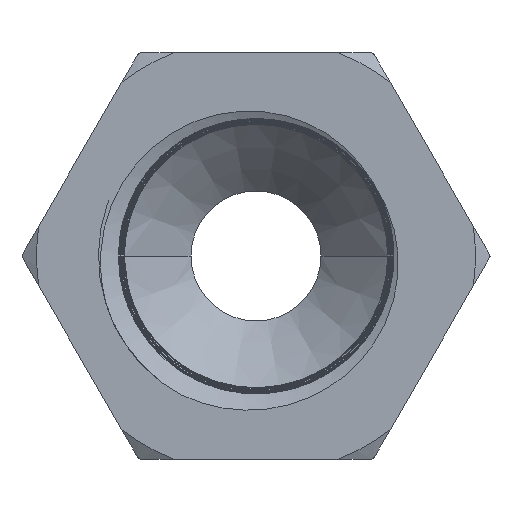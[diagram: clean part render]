
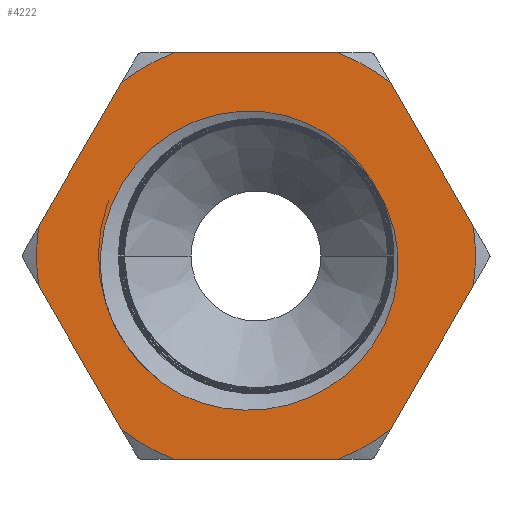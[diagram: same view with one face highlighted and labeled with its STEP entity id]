
A CAD part, left-side view. The second image highlights one B-rep face of the part: STEP entity #4222.
In plain terms, the highlighted planar face has unit normal (-1, 0, 0).
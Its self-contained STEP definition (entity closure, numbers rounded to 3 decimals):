
#121=DIRECTION('',(0.,-0.5,0.866));
#122=VECTOR('',#121,9.056);
#123=CARTESIAN_POINT('',(0.,11.877,1.629));
#124=LINE('',#123,#122);
#125=CARTESIAN_POINT('',(0.,0.,0.));
#126=DIRECTION('',(-1.,0.,0.));
#127=DIRECTION('',(0.,0.378,0.926));
#128=AXIS2_PLACEMENT_3D('',#125,#126,#127);
#130=DIRECTION('',(0.,-1.,0.));
#131=VECTOR('',#130,9.056);
#132=CARTESIAN_POINT('',(0.,4.528,11.1));
#133=LINE('',#132,#131);
#134=CARTESIAN_POINT('',(0.,0.,0.));
#135=DIRECTION('',(-1.,0.,0.));
#136=DIRECTION('',(0.,-0.613,0.79));
#137=AXIS2_PLACEMENT_3D('',#134,#135,#136);
#139=DIRECTION('',(0.,-0.5,-0.866));
#140=VECTOR('',#139,9.056);
#141=CARTESIAN_POINT('',(0.,-7.349,9.471));
#142=LINE('',#141,#140);
#143=DIRECTION('',(0.,0.5,-0.866));
#144=VECTOR('',#143,9.056);
#145=CARTESIAN_POINT('',(0.,-11.877,-1.629));
#146=LINE('',#145,#144);
#147=CARTESIAN_POINT('',(0.,0.,0.));
#148=DIRECTION('',(-1.,0.,0.));
#149=DIRECTION('',(0.,-0.378,-0.926));
#150=AXIS2_PLACEMENT_3D('',#147,#148,#149);
#152=DIRECTION('',(0.,1.,0.));
#153=VECTOR('',#152,9.056);
#154=CARTESIAN_POINT('',(0.,-4.528,-11.1));
#155=LINE('',#154,#153);
#156=CARTESIAN_POINT('',(0.,0.,0.));
#157=DIRECTION('',(-1.,0.,0.));
#158=DIRECTION('',(0.,0.613,-0.79));
#159=AXIS2_PLACEMENT_3D('',#156,#157,#158);
#161=DIRECTION('',(0.,0.5,0.866));
#162=VECTOR('',#161,9.056);
#163=CARTESIAN_POINT('',(0.,7.349,-9.471));
#164=LINE('',#163,#162);
#165=CARTESIAN_POINT('',(0.,-6.516,3.8));
#166=CARTESIAN_POINT('',(0.,-6.724,3.485));
#167=CARTESIAN_POINT('',(0.,-7.088,2.831));
#168=CARTESIAN_POINT('',(0.,-7.487,1.77));
#169=CARTESIAN_POINT('',(0.,-7.724,0.672));
#170=CARTESIAN_POINT('',(0.,-7.8,-0.442));
#171=CARTESIAN_POINT('',(0.,-7.714,-1.579));
#172=CARTESIAN_POINT('',(0.,-7.455,-2.729));
#173=CARTESIAN_POINT('',(0.,-6.995,-3.895));
#174=CARTESIAN_POINT('',(0.,-6.344,-4.99));
#175=CARTESIAN_POINT('',(0.,-5.533,-5.965));
#176=CARTESIAN_POINT('',(0.,-4.575,-6.805));
#177=CARTESIAN_POINT('',(0.,-3.505,-7.484));
#178=CARTESIAN_POINT('',(0.,-2.319,-8.));
#179=CARTESIAN_POINT('',(0.,-1.068,-8.325));
#180=CARTESIAN_POINT('',(0.,0.227,-8.455));
#181=CARTESIAN_POINT('',(0.,1.539,-8.382));
#182=CARTESIAN_POINT('',(0.,2.822,-8.108));
#183=CARTESIAN_POINT('',(0.,3.644,-7.796));
#184=CARTESIAN_POINT('',(0.,4.048,-7.605));
#186=CARTESIAN_POINT('',(0.,0.,0.));
#187=DIRECTION('',(-1.,0.,0.));
#188=DIRECTION('',(0.,-0.864,0.504));
#189=AXIS2_PLACEMENT_3D('',#186,#187,#188);
#191=CARTESIAN_POINT('',(0.,8.22,-2.559));
#192=CARTESIAN_POINT('',(0.,8.331,-2.141));
#193=CARTESIAN_POINT('',(0.,8.487,-1.299));
#194=CARTESIAN_POINT('',(0.,8.531,-0.013));
#195=CARTESIAN_POINT('',(0.,8.379,1.265));
#196=CARTESIAN_POINT('',(0.,8.043,2.485));
#197=CARTESIAN_POINT('',(0.,7.523,3.65));
#198=CARTESIAN_POINT('',(0.,6.841,4.709));
#199=CARTESIAN_POINT('',(0.,6.011,5.649));
#200=CARTESIAN_POINT('',(0.,5.047,6.452));
#201=CARTESIAN_POINT('',(0.,3.991,7.089));
#202=CARTESIAN_POINT('',(0.,2.845,7.561));
#203=CARTESIAN_POINT('',(0.,1.651,7.85));
#204=CARTESIAN_POINT('',(0.,0.425,7.954));
#205=CARTESIAN_POINT('',(0.,-0.797,7.866));
#206=CARTESIAN_POINT('',(0.,-1.954,7.602));
#207=CARTESIAN_POINT('',(0.,-3.04,7.176));
#208=CARTESIAN_POINT('',(0.,-4.033,6.604));
#209=CARTESIAN_POINT('',(0.,-4.927,5.895));
#210=CARTESIAN_POINT('',(0.,-5.708,5.059));
#211=CARTESIAN_POINT('',(0.,-6.137,4.435));
#212=CARTESIAN_POINT('',(0.,-6.329,4.104));
#214=CARTESIAN_POINT('',(0.,4.048,-7.605));
#215=CARTESIAN_POINT('',(0.,4.422,-7.406));
#216=CARTESIAN_POINT('',(0.,5.119,-6.964));
#217=CARTESIAN_POINT('',(0.,6.047,-6.171));
#218=CARTESIAN_POINT('',(0.,6.791,-5.334));
#219=CARTESIAN_POINT('',(0.,7.393,-4.457));
#220=CARTESIAN_POINT('',(0.,7.87,-3.543));
#221=CARTESIAN_POINT('',(0.,8.117,-2.893));
#222=CARTESIAN_POINT('',(0.,8.22,-2.559));
#238=CARTESIAN_POINT('',(0.,0.,0.));
#239=DIRECTION('',(-1.,0.,0.));
#240=DIRECTION('',(0.,0.991,0.136));
#241=AXIS2_PLACEMENT_3D('',#238,#239,#240);
#264=CARTESIAN_POINT('',(0.,0.,0.));
#265=DIRECTION('',(-1.,0.,0.));
#266=DIRECTION('',(0.,-0.991,-0.136));
#267=AXIS2_PLACEMENT_3D('',#264,#265,#266);
#3957=CARTESIAN_POINT('',(0.,7.349,-9.471));
#3958=CARTESIAN_POINT('',(0.,4.528,-11.1));
#3959=VERTEX_POINT('',#3957);
#3960=VERTEX_POINT('',#3958);
#3961=CARTESIAN_POINT('',(0.,-4.528,-11.1));
#3962=CARTESIAN_POINT('',(0.,-7.349,-9.471));
#3963=VERTEX_POINT('',#3961);
#3964=VERTEX_POINT('',#3962);
#3965=CARTESIAN_POINT('',(0.,-7.349,9.471));
#3966=CARTESIAN_POINT('',(0.,-4.528,11.1));
#3967=VERTEX_POINT('',#3965);
#3968=VERTEX_POINT('',#3966);
#3969=CARTESIAN_POINT('',(0.,4.528,11.1));
#3970=CARTESIAN_POINT('',(0.,7.349,9.471));
#3971=VERTEX_POINT('',#3969);
#3972=VERTEX_POINT('',#3970);
#3989=CARTESIAN_POINT('',(0.,11.877,-1.629));
#3990=VERTEX_POINT('',#3989);
#3991=CARTESIAN_POINT('',(0.,11.877,1.629));
#3992=VERTEX_POINT('',#3991);
#3993=CARTESIAN_POINT('',(0.,-11.877,1.629));
#3994=VERTEX_POINT('',#3993);
#3995=CARTESIAN_POINT('',(0.,-11.877,-1.629));
#3996=VERTEX_POINT('',#3995);
#4043=VERTEX_POINT('',#165);
#4044=VERTEX_POINT('',#184);
#4045=VERTEX_POINT('',#222);
#4046=VERTEX_POINT('',#212);
#4181=CARTESIAN_POINT('',(0.,0.,0.));
#4182=DIRECTION('',(1.,0.,0.));
#4183=DIRECTION('',(0.,0.,-1.));
#4184=AXIS2_PLACEMENT_3D('',#4181,#4182,#4183);
#4185=PLANE('',#4184);
#4187=ORIENTED_EDGE('',*,*,#4186,.F.);
#4189=ORIENTED_EDGE('',*,*,#4188,.T.);
#4191=ORIENTED_EDGE('',*,*,#4190,.F.);
#4193=ORIENTED_EDGE('',*,*,#4192,.T.);
#4195=ORIENTED_EDGE('',*,*,#4194,.F.);
#4197=ORIENTED_EDGE('',*,*,#4196,.T.);
#4199=ORIENTED_EDGE('',*,*,#4198,.F.);
#4201=ORIENTED_EDGE('',*,*,#4200,.T.);
#4203=ORIENTED_EDGE('',*,*,#4202,.F.);
#4205=ORIENTED_EDGE('',*,*,#4204,.T.);
#4207=ORIENTED_EDGE('',*,*,#4206,.F.);
#4209=ORIENTED_EDGE('',*,*,#4208,.T.);
#4210=EDGE_LOOP('',(#4187,#4189,#4191,#4193,#4195,#4197,#4199,#4201,#4203,#4205,
#4207,#4209));
#4211=FACE_OUTER_BOUND('',#4210,.F.);
#4213=ORIENTED_EDGE('',*,*,#4212,.F.);
#4215=ORIENTED_EDGE('',*,*,#4214,.T.);
#4217=ORIENTED_EDGE('',*,*,#4216,.F.);
#4219=ORIENTED_EDGE('',*,*,#4218,.F.);
#4220=EDGE_LOOP('',(#4213,#4215,#4217,#4219));
#4221=FACE_BOUND('',#4220,.F.);
#129=CIRCLE('',#128,11.988);
#138=CIRCLE('',#137,11.988);
#151=CIRCLE('',#150,11.988);
#160=CIRCLE('',#159,11.988);
#185=B_SPLINE_CURVE_WITH_KNOTS('',3,(#165,#166,#167,#168,#169,#170,#171,#172,
#173,#174,#175,#176,#177,#178,#179,#180,#181,#182,#183,#184),.UNSPECIFIED.,.F.,
.F.,(4,1,1,1,1,1,1,1,1,1,1,1,1,1,1,1,1,4),(0.,0.059,
0.118,0.176,0.235,0.294,
0.353,0.412,0.471,0.529,
0.588,0.647,0.706,0.765,
0.824,0.882,0.941,1.),.UNSPECIFIED.);
#190=CIRCLE('',#189,7.543);
#213=B_SPLINE_CURVE_WITH_KNOTS('',3,(#191,#192,#193,#194,#195,#196,#197,#198,
#199,#200,#201,#202,#203,#204,#205,#206,#207,#208,#209,#210,#211,#212),
.UNSPECIFIED.,.F.,.F.,(4,1,1,1,1,1,1,1,1,1,1,1,1,1,1,1,1,1,1,4),(0.,
0.053,0.105,0.158,0.211,
0.263,0.316,0.368,0.421,
0.474,0.526,0.579,0.632,
0.684,0.737,0.789,0.842,
0.895,0.947,1.),.UNSPECIFIED.);
#223=B_SPLINE_CURVE_WITH_KNOTS('',3,(#214,#215,#216,#217,#218,#219,#220,#221,
#222),.UNSPECIFIED.,.F.,.F.,(4,1,1,1,1,1,4),(0.,0.167,
0.333,0.5,0.667,0.833,1.),
.UNSPECIFIED.);
#242=CIRCLE('',#241,11.988);
#268=CIRCLE('',#267,11.988);
#4186=EDGE_CURVE('',#3992,#3990,#242,.T.);
#4188=EDGE_CURVE('',#3992,#3972,#124,.T.);
#4190=EDGE_CURVE('',#3971,#3972,#129,.T.);
#4192=EDGE_CURVE('',#3971,#3968,#133,.T.);
#4194=EDGE_CURVE('',#3967,#3968,#138,.T.);
#4196=EDGE_CURVE('',#3967,#3994,#142,.T.);
#4198=EDGE_CURVE('',#3996,#3994,#268,.T.);
#4200=EDGE_CURVE('',#3996,#3964,#146,.T.);
#4202=EDGE_CURVE('',#3963,#3964,#151,.T.);
#4204=EDGE_CURVE('',#3963,#3960,#155,.T.);
#4206=EDGE_CURVE('',#3959,#3960,#160,.T.);
#4208=EDGE_CURVE('',#3959,#3990,#164,.T.);
#4212=EDGE_CURVE('',#4043,#4044,#185,.T.);
#4214=EDGE_CURVE('',#4043,#4046,#190,.T.);
#4216=EDGE_CURVE('',#4045,#4046,#213,.T.);
#4218=EDGE_CURVE('',#4044,#4045,#223,.T.);
#4222=ADVANCED_FACE('',(#4211,#4221),#4185,.F.);
